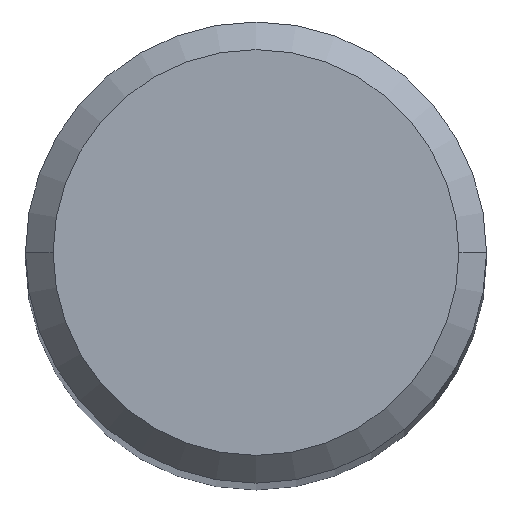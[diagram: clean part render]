
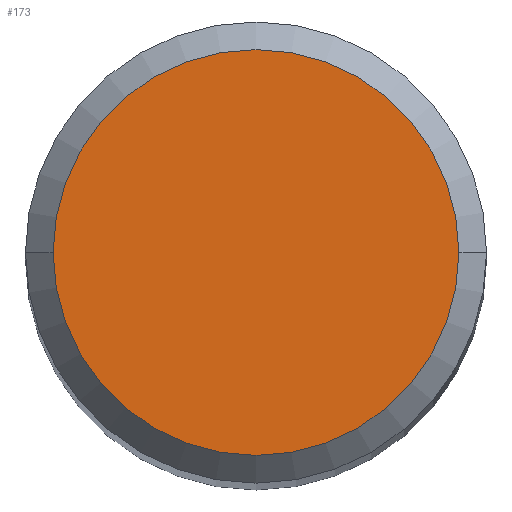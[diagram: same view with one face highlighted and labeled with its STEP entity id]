
A CAD part, top view. The second image highlights one B-rep face of the part: STEP entity #173.
In plain terms, the highlighted planar face has unit normal (0, 0, 1).
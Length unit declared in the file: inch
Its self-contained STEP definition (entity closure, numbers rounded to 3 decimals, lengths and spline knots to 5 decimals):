
#6 = VERTEX_POINT ( 'NONE', #199 ) ;
#10 = CIRCLE ( 'NONE', #133, 0.11 ) ;
#21 = DIRECTION ( 'NONE',  ( 1., 0., 0. ) ) ;
#22 = ORIENTED_EDGE ( 'NONE', *, *, #191, .T. ) ;
#28 = AXIS2_PLACEMENT_3D ( 'NONE', #119, #161, #202 ) ;
#34 = DIRECTION ( 'NONE',  ( 0., 0., 1. ) ) ;
#53 = FACE_OUTER_BOUND ( 'NONE', #179, .T. ) ;
#65 = CARTESIAN_POINT ( 'NONE',  ( -0.11, 0., 2.5 ) ) ;
#72 = DIRECTION ( 'NONE',  ( 0., 0., 1. ) ) ;
#81 = EDGE_CURVE ( 'NONE', #103, #6, #162, .T. ) ;
#85 = AXIS2_PLACEMENT_3D ( 'NONE', #211, #72, #168 ) ;
#99 = ORIENTED_EDGE ( 'NONE', *, *, #81, .T. ) ;
#103 = VERTEX_POINT ( 'NONE', #65 ) ;
#119 = CARTESIAN_POINT ( 'NONE',  ( 0., 0., 2.5 ) ) ;
#133 = AXIS2_PLACEMENT_3D ( 'NONE', #170, #34, #21 ) ;
#161 = DIRECTION ( 'NONE',  ( 0., 0., 1. ) ) ;
#162 = CIRCLE ( 'NONE', #28, 0.11 ) ;
#168 = DIRECTION ( 'NONE',  ( 1., 0., 0. ) ) ;
#170 = CARTESIAN_POINT ( 'NONE',  ( 0., 0., 2.5 ) ) ;
#173 = ADVANCED_FACE ( 'NONE', ( #53 ), #198, .T. ) ;
#179 = EDGE_LOOP ( 'NONE', ( #99, #22 ) ) ;
#191 = EDGE_CURVE ( 'NONE', #6, #103, #10, .T. ) ;
#198 = PLANE ( 'NONE',  #85 ) ;
#199 = CARTESIAN_POINT ( 'NONE',  ( 0.11, 0., 2.5 ) ) ;
#202 = DIRECTION ( 'NONE',  ( 1., 0., 0. ) ) ;
#211 = CARTESIAN_POINT ( 'NONE',  ( 0., 0., 2.5 ) ) ;
